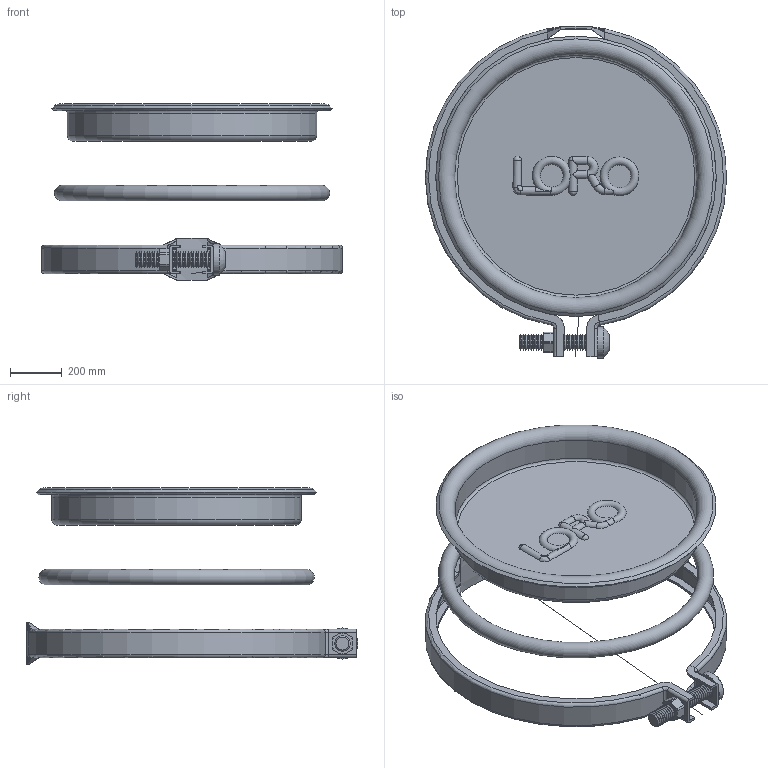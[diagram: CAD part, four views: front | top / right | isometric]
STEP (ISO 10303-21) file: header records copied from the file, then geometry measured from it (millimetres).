
FILE_DESCRIPTION(/* description */ (''),/* implementation_level */ '2;1');
FILE_NAME(/* name */ '55890.000X_3D.stp',/* time_stamp */ '2024-12-12T09:32:05+01:00',/* author */ ('CAD'),/* organization */ (''),/* preprocessor_version */ 'ST-DEVELOPER v20',/* originating_system */ 'AutoCAD Mechanical',/* authorisation */ '');
FILE_SCHEMA (('AUTOMOTIVE_DESIGN { 1 0 10303 214 3 1 1 }'));
Length unit declared in the file: centimetre
Products named in the file (3): Product; *S1; 1
Assembly tree (2 placements, depth 2):
  Product
    *S1
    1
Bounding box: 1159.88 x 1278.24 x 680.9 mm (x, y, z)
Volume: 26012308.2 mm3; surface area: 4577222.1 mm2
Topology: 5 solids, 6 shells, 714 faces, 1821 edges, 1106 vertices
Faces by surface type: bspline 345, plane 188, cone 83, cylinder 69, torus 23, sphere 6
Full cylindrical faces by diameter (mm): 70 x2, 120 x1, 935 x1, 960 x1
Entity records: 33166 total; most frequent: CARTESIAN_POINT 18154, ORIENTED_EDGE 3442, DIRECTION 2503, EDGE_CURVE 1721, LINE 1317, VECTOR 1317, VERTEX_POINT 1104, EDGE_LOOP 641
